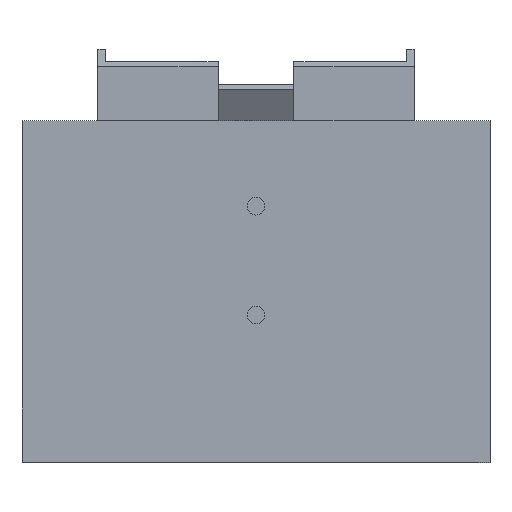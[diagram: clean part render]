
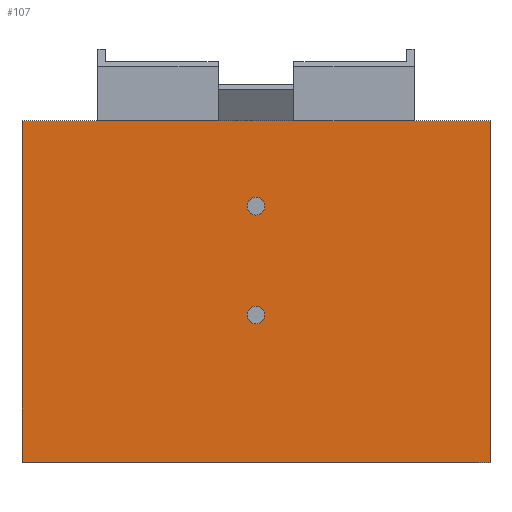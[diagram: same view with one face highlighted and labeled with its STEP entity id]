
A CAD part, top view. The second image highlights one B-rep face of the part: STEP entity #107.
In plain terms, the highlighted planar face has unit normal (0, 0, 1).
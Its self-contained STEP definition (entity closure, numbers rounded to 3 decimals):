
#33 = CARTESIAN_POINT ( 'NONE',  ( -79.052, 44.714, 100. ) ) ;
#37 = DIRECTION ( 'NONE',  ( 1., 0., 0. ) ) ;
#44 = CARTESIAN_POINT ( 'NONE',  ( 13.448, 10.836, 100. ) ) ;
#77 = EDGE_LOOP ( 'NONE', ( #882, #1506 ) ) ;
#82 = VECTOR ( 'NONE', #1129, 1000. ) ;
#100 = CARTESIAN_POINT ( 'NONE',  ( -79.052, -90.286, 100. ) ) ;
#107 = ADVANCED_FACE ( 'NONE', ( #1435, #1771, #1944 ), #1595, .T. ) ;
#193 = CARTESIAN_POINT ( 'NONE',  ( -79.052, 39.714, 100. ) ) ;
#243 = DIRECTION ( 'NONE',  ( 0., 0., 1. ) ) ;
#255 = LINE ( 'NONE', #945, #295 ) ;
#272 = EDGE_CURVE ( 'NONE', #438, #1178, #678, .T. ) ;
#280 = LINE ( 'NONE', #846, #1818 ) ;
#284 = CARTESIAN_POINT ( 'NONE',  ( 16.948, -32.164, 100. ) ) ;
#295 = VECTOR ( 'NONE', #1650, 1000. ) ;
#296 = EDGE_CURVE ( 'NONE', #485, #1714, #280, .T. ) ;
#306 = DIRECTION ( 'NONE',  ( 1., 0., 0. ) ) ;
#308 = ORIENTED_EDGE ( 'NONE', *, *, #867, .F. ) ;
#387 = DIRECTION ( 'NONE',  ( 1., 0., 0. ) ) ;
#399 = DIRECTION ( 'NONE',  ( 0., 0., 1. ) ) ;
#438 = VERTEX_POINT ( 'NONE', #2015 ) ;
#444 = CARTESIAN_POINT ( 'NONE',  ( -79.052, 44.714, 100. ) ) ;
#485 = VERTEX_POINT ( 'NONE', #100 ) ;
#499 = ORIENTED_EDGE ( 'NONE', *, *, #272, .F. ) ;
#522 = VECTOR ( 'NONE', #1020, 1000. ) ;
#541 = AXIS2_PLACEMENT_3D ( 'NONE', #688, #399, #37 ) ;
#597 = AXIS2_PLACEMENT_3D ( 'NONE', #44, #1778, #387 ) ;
#631 = CIRCLE ( 'NONE', #597, 3.5 ) ;
#641 = EDGE_LOOP ( 'NONE', ( #1433, #499 ) ) ;
#676 = DIRECTION ( 'NONE',  ( 1., 0., 0. ) ) ;
#678 = CIRCLE ( 'NONE', #793, 3.5 ) ;
#688 = CARTESIAN_POINT ( 'NONE',  ( -79.052, 39.714, 100. ) ) ;
#704 = DIRECTION ( 'NONE',  ( 1., 0., 0. ) ) ;
#715 = CARTESIAN_POINT ( 'NONE',  ( 13.448, 10.836, 100. ) ) ;
#793 = AXIS2_PLACEMENT_3D ( 'NONE', #1104, #243, #306 ) ;
#800 = AXIS2_PLACEMENT_3D ( 'NONE', #715, #1247, #704 ) ;
#846 = CARTESIAN_POINT ( 'NONE',  ( -79.052, -90.286, 100. ) ) ;
#856 = EDGE_CURVE ( 'NONE', #1714, #1341, #255, .T. ) ;
#867 = EDGE_CURVE ( 'NONE', #2011, #1341, #1995, .T. ) ;
#871 = CIRCLE ( 'NONE', #800, 3.5 ) ;
#882 = ORIENTED_EDGE ( 'NONE', *, *, #1961, .F. ) ;
#894 = CARTESIAN_POINT ( 'NONE',  ( 105.948, -90.286, 100. ) ) ;
#917 = EDGE_LOOP ( 'NONE', ( #1448, #308, #1121, #1756 ) ) ;
#945 = CARTESIAN_POINT ( 'NONE',  ( 105.948, 39.714, 100. ) ) ;
#977 = CARTESIAN_POINT ( 'NONE',  ( 13.448, -32.164, 100. ) ) ;
#1011 = CARTESIAN_POINT ( 'NONE',  ( 16.948, 10.836, 100. ) ) ;
#1020 = DIRECTION ( 'NONE',  ( 0., 1., 0. ) ) ;
#1104 = CARTESIAN_POINT ( 'NONE',  ( 13.448, -32.164, 100. ) ) ;
#1121 = ORIENTED_EDGE ( 'NONE', *, *, #1726, .F. ) ;
#1129 = DIRECTION ( 'NONE',  ( 1., 0., 0. ) ) ;
#1178 = VERTEX_POINT ( 'NONE', #284 ) ;
#1247 = DIRECTION ( 'NONE',  ( 0., 0., 1. ) ) ;
#1256 = EDGE_CURVE ( 'NONE', #1362, #1843, #871, .T. ) ;
#1327 = DIRECTION ( 'NONE',  ( 1., 0., 0. ) ) ;
#1341 = VERTEX_POINT ( 'NONE', #1576 ) ;
#1362 = VERTEX_POINT ( 'NONE', #2127 ) ;
#1433 = ORIENTED_EDGE ( 'NONE', *, *, #1642, .F. ) ;
#1435 = FACE_BOUND ( 'NONE', #77, .T. ) ;
#1448 = ORIENTED_EDGE ( 'NONE', *, *, #856, .T. ) ;
#1506 = ORIENTED_EDGE ( 'NONE', *, *, #1256, .F. ) ;
#1576 = CARTESIAN_POINT ( 'NONE',  ( 105.948, 44.714, 100. ) ) ;
#1595 = PLANE ( 'NONE',  #541 ) ;
#1642 = EDGE_CURVE ( 'NONE', #1178, #438, #1699, .T. ) ;
#1650 = DIRECTION ( 'NONE',  ( 0., 1., 0. ) ) ;
#1699 = CIRCLE ( 'NONE', #1982, 3.5 ) ;
#1714 = VERTEX_POINT ( 'NONE', #894 ) ;
#1726 = EDGE_CURVE ( 'NONE', #485, #2011, #1757, .T. ) ;
#1756 = ORIENTED_EDGE ( 'NONE', *, *, #296, .T. ) ;
#1757 = LINE ( 'NONE', #193, #522 ) ;
#1771 = FACE_BOUND ( 'NONE', #641, .T. ) ;
#1778 = DIRECTION ( 'NONE',  ( 0., 0., 1. ) ) ;
#1818 = VECTOR ( 'NONE', #1327, 1000. ) ;
#1843 = VERTEX_POINT ( 'NONE', #1011 ) ;
#1944 = FACE_OUTER_BOUND ( 'NONE', #917, .T. ) ;
#1961 = EDGE_CURVE ( 'NONE', #1843, #1362, #631, .T. ) ;
#1982 = AXIS2_PLACEMENT_3D ( 'NONE', #977, #2088, #676 ) ;
#1995 = LINE ( 'NONE', #444, #82 ) ;
#2011 = VERTEX_POINT ( 'NONE', #33 ) ;
#2015 = CARTESIAN_POINT ( 'NONE',  ( 9.948, -32.164, 100. ) ) ;
#2088 = DIRECTION ( 'NONE',  ( 0., 0., 1. ) ) ;
#2127 = CARTESIAN_POINT ( 'NONE',  ( 9.948, 10.836, 100. ) ) ;
